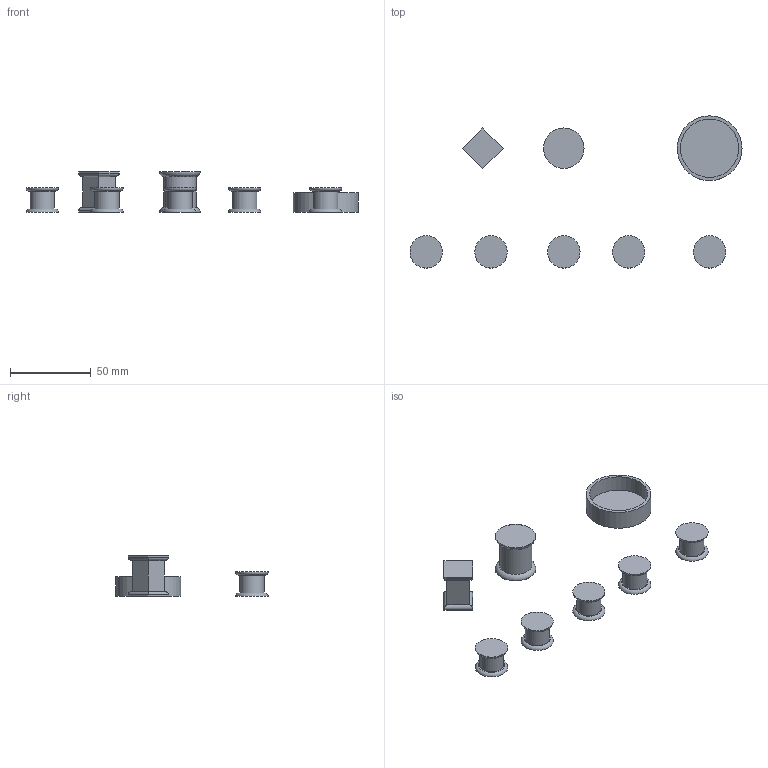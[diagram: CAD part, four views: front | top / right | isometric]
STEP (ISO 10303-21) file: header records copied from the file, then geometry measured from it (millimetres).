
FILE_DESCRIPTION(/* description */ (''),/* implementation_level */ '2;1');
FILE_NAME(/* name */ '',/* time_stamp */ '2025-07-28T14:43:04+08:00',/* author */ (''),/* organization */ (''),/* preprocessor_version */ 'ST-DEVELOPER v20.1',/* originating_system */ 'Autodesk Translation Framework v14.10.0.0',/* authorisation */ '');
FILE_SCHEMA (('AUTOMOTIVE_DESIGN { 1 0 10303 214 3 1 1 }'));
Length unit declared in the file: millimetre
Products named in the file (5): 物块; 零部件1; 零部件2; 零部件3; 三子棋棋子
Assembly tree (8 placements, depth 2):
  物块
    零部件1
    零部件2
    零部件3
    三子棋棋子  x5
Bounding box: 205 x 94 x 25 mm (x, y, z)
Volume: 34591.6 mm3; surface area: 17980.5 mm2
Topology: 8 solids, 8 shells, 69 faces, 117 edges, 75 vertices
Faces by surface type: plane 39, cylinder 18, torus 12
Full cylindrical faces by diameter (mm): 15 x5, 20 x1, 25 x2, 36 x1, 40 x1
Entity records: 1306 total; most frequent: CARTESIAN_POINT 254, DIRECTION 220, ORIENTED_EDGE 162, AXIS2_PLACEMENT_3D 89, EDGE_CURVE 81, VERTEX_POINT 51, EDGE_LOOP 44, LINE 42
